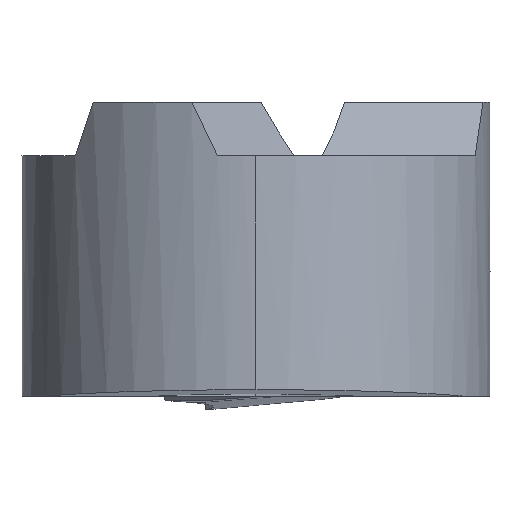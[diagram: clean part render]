
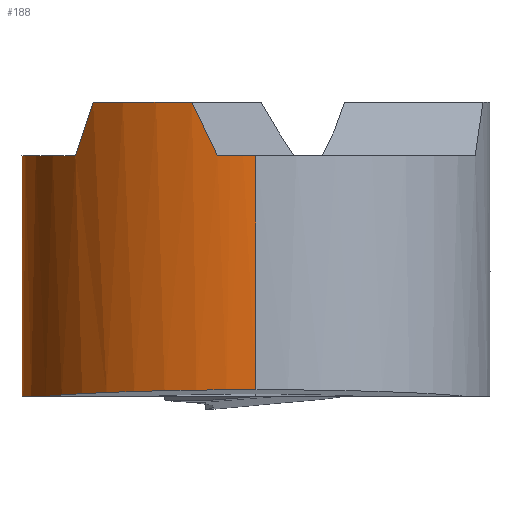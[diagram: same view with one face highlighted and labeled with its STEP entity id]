
A CAD part, left-side view. The second image highlights one B-rep face of the part: STEP entity #188.
In plain terms, the highlighted cylindrical face has radius 3.5 mm (diameter 7 mm), a partial arc.
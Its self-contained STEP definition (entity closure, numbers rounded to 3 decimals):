
#80=CYLINDRICAL_SURFACE('',#993,3.5);
#102=LINE('',#1590,#146);
#103=LINE('',#1615,#147);
#146=VECTOR('',#1119,1.);
#147=VECTOR('',#1128,1.);
#188=ADVANCED_FACE('',(#245),#80,.T.);
#245=FACE_OUTER_BOUND('',#296,.T.);
#296=EDGE_LOOP('',(#441,#442,#443,#444,#445,#446,#447,#448,#449,#450,#451));
#353=CIRCLE('',#988,3.5);
#354=CIRCLE('',#989,3.5);
#355=CIRCLE('',#990,3.5);
#356=CIRCLE('',#991,3.5);
#357=CIRCLE('',#992,3.5);
#441=ORIENTED_EDGE('',*,*,#789,.T.);
#442=ORIENTED_EDGE('',*,*,#790,.T.);
#443=ORIENTED_EDGE('',*,*,#791,.T.);
#444=ORIENTED_EDGE('',*,*,#792,.F.);
#445=ORIENTED_EDGE('',*,*,#793,.F.);
#446=ORIENTED_EDGE('',*,*,#794,.F.);
#447=ORIENTED_EDGE('',*,*,#795,.T.);
#448=ORIENTED_EDGE('',*,*,#796,.F.);
#449=ORIENTED_EDGE('',*,*,#797,.F.);
#450=ORIENTED_EDGE('',*,*,#798,.F.);
#451=ORIENTED_EDGE('',*,*,#799,.T.);
#688=VERTEX_POINT('',#1588);
#689=VERTEX_POINT('',#1589);
#690=VERTEX_POINT('',#1591);
#691=VERTEX_POINT('',#1593);
#692=VERTEX_POINT('',#1598);
#693=VERTEX_POINT('',#1600);
#694=VERTEX_POINT('',#1605);
#695=VERTEX_POINT('',#1607);
#696=VERTEX_POINT('',#1612);
#697=VERTEX_POINT('',#1614);
#698=VERTEX_POINT('',#1616);
#789=EDGE_CURVE('',#688,#689,#915,.T.);
#790=EDGE_CURVE('',#689,#690,#102,.T.);
#791=EDGE_CURVE('',#690,#691,#353,.T.);
#792=EDGE_CURVE('',#692,#691,#916,.T.);
#793=EDGE_CURVE('',#693,#692,#354,.T.);
#794=EDGE_CURVE('',#694,#693,#917,.T.);
#795=EDGE_CURVE('',#694,#695,#355,.T.);
#796=EDGE_CURVE('',#696,#695,#918,.T.);
#797=EDGE_CURVE('',#697,#696,#356,.T.);
#798=EDGE_CURVE('',#698,#697,#103,.T.);
#799=EDGE_CURVE('',#698,#688,#357,.T.);
#915=(
BOUNDED_CURVE()
B_SPLINE_CURVE(3,(#1584,#1585,#1586,#1587),.UNSPECIFIED.,.F.,.F.)
B_SPLINE_CURVE_WITH_KNOTS((4,4),(0.,1.),.UNSPECIFIED.)
CURVE()
GEOMETRIC_REPRESENTATION_ITEM()
RATIONAL_B_SPLINE_CURVE((1.,0.899,0.899,1.))
REPRESENTATION_ITEM('')
);
#916=(
BOUNDED_CURVE()
B_SPLINE_CURVE(3,(#1594,#1595,#1596,#1597),.UNSPECIFIED.,.F.,.F.)
B_SPLINE_CURVE_WITH_KNOTS((4,4),(0.,1.),.UNSPECIFIED.)
CURVE()
GEOMETRIC_REPRESENTATION_ITEM()
RATIONAL_B_SPLINE_CURVE((1.,0.999,0.999,1.))
REPRESENTATION_ITEM('')
);
#917=(
BOUNDED_CURVE()
B_SPLINE_CURVE(3,(#1601,#1602,#1603,#1604),.UNSPECIFIED.,.F.,.F.)
B_SPLINE_CURVE_WITH_KNOTS((4,4),(0.,1.),.UNSPECIFIED.)
CURVE()
GEOMETRIC_REPRESENTATION_ITEM()
RATIONAL_B_SPLINE_CURVE((1.,0.999,0.999,1.))
REPRESENTATION_ITEM('')
);
#918=(
BOUNDED_CURVE()
B_SPLINE_CURVE(3,(#1608,#1609,#1610,#1611),.UNSPECIFIED.,.F.,.F.)
B_SPLINE_CURVE_WITH_KNOTS((4,4),(0.,1.),.UNSPECIFIED.)
CURVE()
GEOMETRIC_REPRESENTATION_ITEM()
RATIONAL_B_SPLINE_CURVE((1.,0.999,0.999,1.))
REPRESENTATION_ITEM('')
);
#988=AXIS2_PLACEMENT_3D('',#1592,#1120,#1121);
#989=AXIS2_PLACEMENT_3D('',#1599,#1122,#1123);
#990=AXIS2_PLACEMENT_3D('',#1606,#1124,#1125);
#991=AXIS2_PLACEMENT_3D('',#1613,#1126,#1127);
#992=AXIS2_PLACEMENT_3D('',#1617,#1129,#1130);
#993=AXIS2_PLACEMENT_3D('',#1618,#1131,#1132);
#1119=DIRECTION('',(0.,0.,1.));
#1120=DIRECTION('',(0.,0.,-1.));
#1121=DIRECTION('',(-1.,0.,0.));
#1122=DIRECTION('',(0.,0.,1.));
#1123=DIRECTION('',(-1.,0.,0.));
#1124=DIRECTION('',(0.,0.,-1.));
#1125=DIRECTION('',(-1.,0.,0.));
#1126=DIRECTION('',(0.,0.,1.));
#1127=DIRECTION('',(-1.,0.,0.));
#1128=DIRECTION('',(0.,0.,1.));
#1129=DIRECTION('',(0.,0.,1.));
#1130=DIRECTION('',(-1.,0.,0.));
#1131=DIRECTION('',(0.,0.,1.));
#1132=DIRECTION('',(-1.,0.,0.));
#1584=CARTESIAN_POINT('',(-1.535,3.146,-3.6));
#1585=CARTESIAN_POINT('',(-2.771,2.542,-3.537));
#1586=CARTESIAN_POINT('',(-3.5,1.376,-3.5));
#1587=CARTESIAN_POINT('',(-3.5,0.,-3.5));
#1588=CARTESIAN_POINT('',(-1.535,3.146,-3.6));
#1589=CARTESIAN_POINT('',(-3.5,0.,-3.5));
#1590=CARTESIAN_POINT('',(-3.5,0.,-4.075));
#1591=CARTESIAN_POINT('',(-3.5,0.,0.));
#1592=CARTESIAN_POINT('',(0.,0.,0.));
#1593=CARTESIAN_POINT('',(-3.452,0.577,0.));
#1594=CARTESIAN_POINT('',(-3.366,0.958,0.8));
#1595=CARTESIAN_POINT('',(-3.402,0.833,0.529));
#1596=CARTESIAN_POINT('',(-3.431,0.705,0.262));
#1597=CARTESIAN_POINT('',(-3.452,0.577,0.));
#1598=CARTESIAN_POINT('',(-3.366,0.958,0.8));
#1599=CARTESIAN_POINT('',(0.,0.,0.8));
#1600=CARTESIAN_POINT('',(-2.513,2.436,0.8));
#1601=CARTESIAN_POINT('',(-2.226,2.701,0.));
#1602=CARTESIAN_POINT('',(-2.326,2.618,0.262));
#1603=CARTESIAN_POINT('',(-2.422,2.53,0.529));
#1604=CARTESIAN_POINT('',(-2.513,2.436,0.8));
#1605=CARTESIAN_POINT('',(-2.226,2.701,0.));
#1606=CARTESIAN_POINT('',(0.,0.,0.));
#1607=CARTESIAN_POINT('',(2.226,2.701,0.));
#1608=CARTESIAN_POINT('',(2.513,2.436,0.8));
#1609=CARTESIAN_POINT('',(2.422,2.53,0.529));
#1610=CARTESIAN_POINT('',(2.326,2.618,0.262));
#1611=CARTESIAN_POINT('',(2.226,2.701,0.));
#1612=CARTESIAN_POINT('',(2.513,2.436,0.8));
#1613=CARTESIAN_POINT('',(0.,0.,0.8));
#1614=CARTESIAN_POINT('',(2.774,2.134,0.8));
#1615=CARTESIAN_POINT('',(2.774,2.134,-4.075));
#1616=CARTESIAN_POINT('',(2.774,2.134,-3.6));
#1617=CARTESIAN_POINT('',(0.,0.,-3.6));
#1618=CARTESIAN_POINT('',(0.,0.,-4.075));
